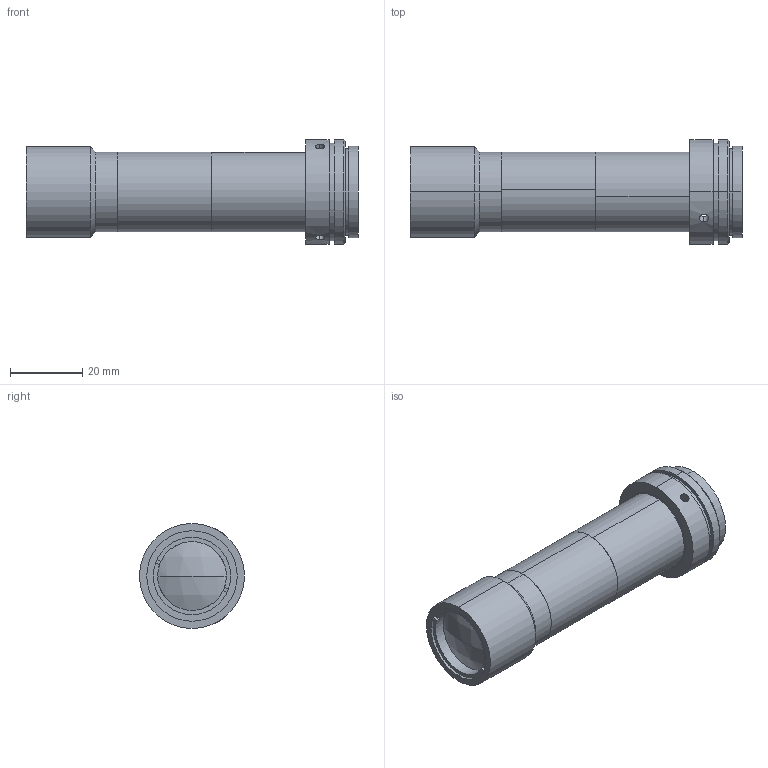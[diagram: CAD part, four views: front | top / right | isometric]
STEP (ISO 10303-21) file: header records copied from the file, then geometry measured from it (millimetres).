
FILE_DESCRIPTION (( 'STEP AP203' ), '1' );
FILE_NAME ('XF-MT2X65-蚾饜极-20160406V5.STEP', '2016-04-11T02:33:01', ( 'cherishsunshine' ), ( '' ), 'SwSTEP 2.0', 'SolidWorks 2014', '' );
FILE_SCHEMA (( 'CONFIG_CONTROL_DESIGN' ));
Length unit declared in the file: millimetre
Products named in the file (1): XF-MT2X65-蚾饜极-20160406V5
Bounding box: 91.72 x 29 x 29 mm (x, y, z)
Surface area: 10853.5 mm2 (no closed solid volume)
Topology: 0 solids, 10 shells, 81 faces, 202 edges, 137 vertices
Faces by surface type: cylinder 44, plane 31, cone 4, sphere 2
Entity records: 2742 total; most frequent: CARTESIAN_POINT 649, DIRECTION 464, ORIENTED_EDGE 362, EDGE_CURVE 202, AXIS2_PLACEMENT_3D 192, VERTEX_POINT 137, CIRCLE 110, EDGE_LOOP 101
